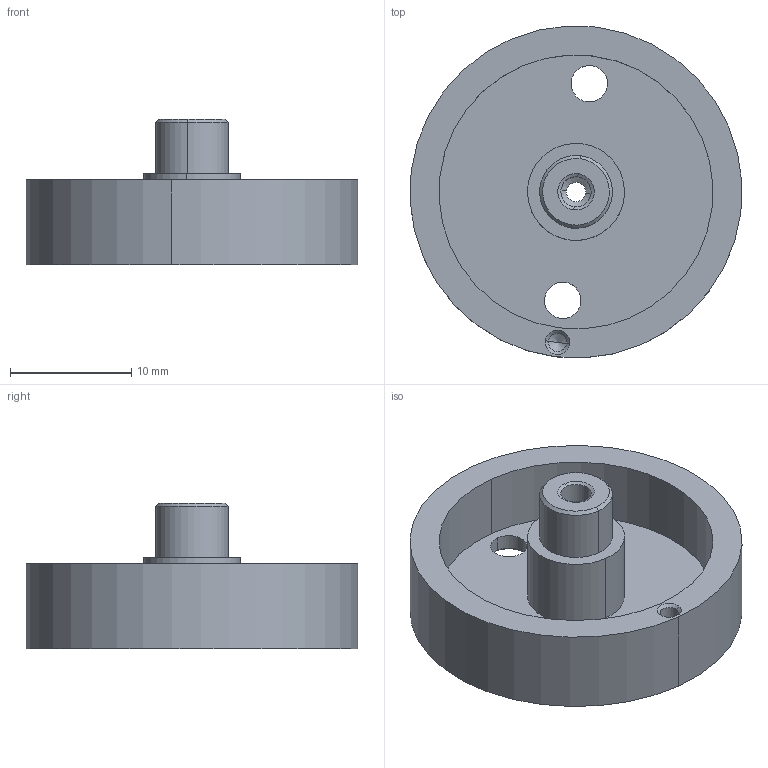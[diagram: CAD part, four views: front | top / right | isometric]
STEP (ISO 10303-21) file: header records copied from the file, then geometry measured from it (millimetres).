
FILE_DESCRIPTION(('Creo Elements/Direct Modeling STEP Export'),'2;1');
FILE_NAME('D011_Drehscheibe.stp','2014-08-04T17:52:02',(''),(''),'Creo Elements/Direct Modeling STEP processor for AP214 (Solid Model)','Creo Elements/Direct Modeling 17.0D 15-Jul-2011 (C) Parametric Technology GmbH','');
FILE_SCHEMA(('AUTOMOTIVE_DESIGN { 1 0 10303 214 1 1 1 1 }'));
Length unit declared in the file: millimetre
Products named in the file (2): D011_Drehscheibe
Assembly tree (1 placements, depth 2):
  D011_Drehscheibe
    D011_Drehscheibe
Bounding box: 27.36 x 27.36 x 12 mm (x, y, z)
Volume: 2274.4 mm3; surface area: 2494.6 mm2
Topology: 1 solids, 1 shells, 41 faces, 91 edges, 54 vertices
Faces by surface type: cylinder 20, cone 16, plane 5
Entity records: 1067 total; most frequent: ORIENTED_EDGE 178, DIRECTION 168, CARTESIAN_POINT 156, EDGE_CURVE 89, AXIS2_PLACEMENT_3D 66, VERTEX_POINT 54, EDGE_LOOP 51, FACE_OUTER_BOUND 41
